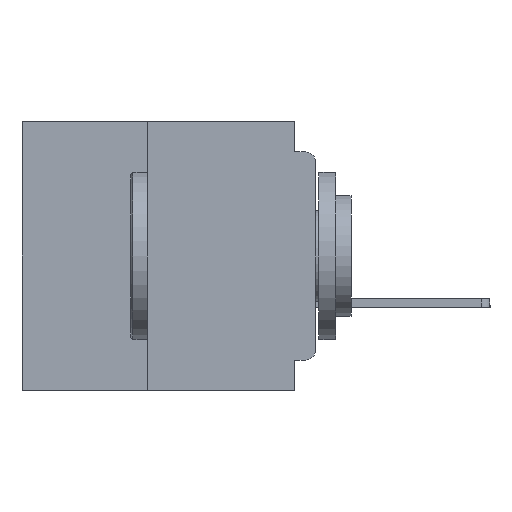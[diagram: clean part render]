
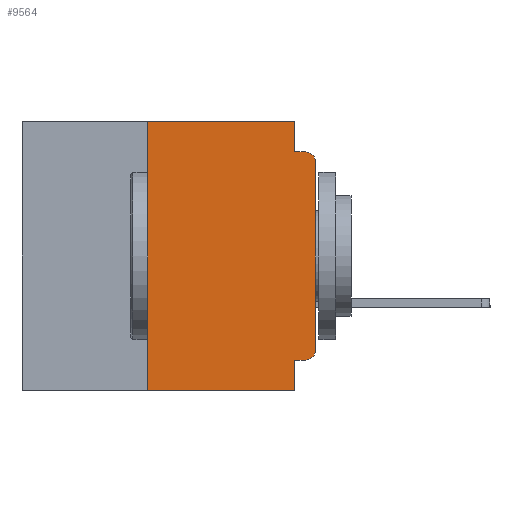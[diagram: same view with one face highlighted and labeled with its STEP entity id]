
A CAD part, left-side view. The second image highlights one B-rep face of the part: STEP entity #9564.
In plain terms, the highlighted planar face has unit normal (-1, 0, 0).
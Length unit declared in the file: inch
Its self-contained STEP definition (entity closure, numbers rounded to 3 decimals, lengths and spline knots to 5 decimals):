
#942 = EDGE_CURVE ( 'NONE', #16162, #15478, #25966, .T. ) ;
#1390 = VERTEX_POINT ( 'NONE', #31495 ) ;
#2492 = DIRECTION ( 'NONE',  ( 0., 1., 0. ) ) ;
#2626 = CIRCLE ( 'NONE', #25166, 0.015 ) ;
#3116 = DIRECTION ( 'NONE',  ( 0., -1., 0. ) ) ;
#3224 = ORIENTED_EDGE ( 'NONE', *, *, #18973, .F. ) ;
#3242 = ORIENTED_EDGE ( 'NONE', *, *, #36986, .F. ) ;
#3264 = AXIS2_PLACEMENT_3D ( 'NONE', #6060, #12284, #34003 ) ;
#3635 = CARTESIAN_POINT ( 'NONE',  ( 0., 0.031, -0.4 ) ) ;
#3673 = EDGE_CURVE ( 'NONE', #18075, #1390, #35904, .T. ) ;
#3751 = CARTESIAN_POINT ( 'NONE',  ( 0., 0.031, 0. ) ) ;
#4407 = CARTESIAN_POINT ( 'NONE',  ( 0., 0.031, 0. ) ) ;
#4441 = EDGE_CURVE ( 'NONE', #7827, #18075, #6714, .T. ) ;
#4676 = AXIS2_PLACEMENT_3D ( 'NONE', #15898, #37548, #19038 ) ;
#5250 = CARTESIAN_POINT ( 'NONE',  ( 0., 0.015, -0.355 ) ) ;
#5953 = DIRECTION ( 'NONE',  ( -1., 0., 0. ) ) ;
#6060 = CARTESIAN_POINT ( 'NONE',  ( 0., 0.437, 0. ) ) ;
#6714 = CIRCLE ( 'NONE', #4676, 0.015 ) ;
#6817 = VERTEX_POINT ( 'NONE', #39929 ) ;
#7488 = CARTESIAN_POINT ( 'NONE',  ( 0., 0.031, -0.045 ) ) ;
#7827 = VERTEX_POINT ( 'NONE', #5250 ) ;
#7878 = CARTESIAN_POINT ( 'NONE',  ( 0., 0.25, -0.4 ) ) ;
#8095 = LINE ( 'NONE', #11892, #14380 ) ;
#8653 = LINE ( 'NONE', #7878, #32495 ) ;
#9162 = PLANE ( 'NONE',  #3264 ) ;
#9438 = ORIENTED_EDGE ( 'NONE', *, *, #18621, .T. ) ;
#9564 = ADVANCED_FACE ( 'NONE', ( #31298 ), #9162, .F. ) ;
#10105 = ORIENTED_EDGE ( 'NONE', *, *, #17441, .F. ) ;
#11027 = EDGE_CURVE ( 'NONE', #37590, #16654, #29982, .T. ) ;
#11892 = CARTESIAN_POINT ( 'NONE',  ( 0., 0., -0.355 ) ) ;
#12284 = DIRECTION ( 'NONE',  ( 1., 0., 0. ) ) ;
#13732 = ORIENTED_EDGE ( 'NONE', *, *, #28537, .F. ) ;
#13884 = VECTOR ( 'NONE', #3116, 39.37008 ) ;
#14380 = VECTOR ( 'NONE', #2492, 39.37008 ) ;
#15330 = CARTESIAN_POINT ( 'NONE',  ( 0., 0.437, -0.4 ) ) ;
#15478 = VERTEX_POINT ( 'NONE', #16614 ) ;
#15898 = CARTESIAN_POINT ( 'NONE',  ( 0., 0.015, -0.34 ) ) ;
#16162 = VERTEX_POINT ( 'NONE', #7488 ) ;
#16385 = DIRECTION ( 'NONE',  ( 0., -1., 0. ) ) ;
#16614 = CARTESIAN_POINT ( 'NONE',  ( 0., 0.015, -0.045 ) ) ;
#16654 = VERTEX_POINT ( 'NONE', #3751 ) ;
#17018 = ORIENTED_EDGE ( 'NONE', *, *, #11027, .F. ) ;
#17130 = VERTEX_POINT ( 'NONE', #38135 ) ;
#17441 = EDGE_CURVE ( 'NONE', #7827, #6817, #8095, .T. ) ;
#17649 = VECTOR ( 'NONE', #16385, 39.37008 ) ;
#18075 = VERTEX_POINT ( 'NONE', #36613 ) ;
#18621 = EDGE_CURVE ( 'NONE', #1390, #15478, #2626, .T. ) ;
#18973 = EDGE_CURVE ( 'NONE', #16654, #16162, #28435, .T. ) ;
#19038 = DIRECTION ( 'NONE',  ( 0., 0., -1. ) ) ;
#19199 = CARTESIAN_POINT ( 'NONE',  ( 0., 0.031, -0.4 ) ) ;
#19978 = VECTOR ( 'NONE', #22304, 39.37008 ) ;
#20144 = EDGE_LOOP ( 'NONE', ( #36853, #9438, #25483, #3224, #17018, #13732, #26706, #3242, #10105, #32482 ) ) ;
#20994 = LINE ( 'NONE', #3635, #19978 ) ;
#21356 = CARTESIAN_POINT ( 'NONE',  ( 0., 0., -0.045 ) ) ;
#21666 = VECTOR ( 'NONE', #22804, 39.37008 ) ;
#22304 = DIRECTION ( 'NONE',  ( 0., 0., -1. ) ) ;
#22804 = DIRECTION ( 'NONE',  ( 0., -1., 0. ) ) ;
#23084 = DIRECTION ( 'NONE',  ( 0., 0., -1. ) ) ;
#24179 = LINE ( 'NONE', #15330, #13884 ) ;
#24621 = CARTESIAN_POINT ( 'NONE',  ( 0., 0.015, -0.06 ) ) ;
#24736 = DIRECTION ( 'NONE',  ( 0., 0., 1. ) ) ;
#25166 = AXIS2_PLACEMENT_3D ( 'NONE', #24621, #5953, #27756 ) ;
#25483 = ORIENTED_EDGE ( 'NONE', *, *, #942, .F. ) ;
#25966 = LINE ( 'NONE', #21356, #17649 ) ;
#26524 = DIRECTION ( 'NONE',  ( 0., 0., 1. ) ) ;
#26706 = ORIENTED_EDGE ( 'NONE', *, *, #28225, .T. ) ;
#26757 = VECTOR ( 'NONE', #24736, 39.37008 ) ;
#27756 = DIRECTION ( 'NONE',  ( 0., 0., -1. ) ) ;
#28225 = EDGE_CURVE ( 'NONE', #17130, #28757, #24179, .T. ) ;
#28435 = LINE ( 'NONE', #4407, #29428 ) ;
#28537 = EDGE_CURVE ( 'NONE', #17130, #37590, #8653, .T. ) ;
#28757 = VERTEX_POINT ( 'NONE', #19199 ) ;
#29428 = VECTOR ( 'NONE', #23084, 39.37008 ) ;
#29982 = LINE ( 'NONE', #32054, #21666 ) ;
#31298 = FACE_OUTER_BOUND ( 'NONE', #20144, .T. ) ;
#31495 = CARTESIAN_POINT ( 'NONE',  ( 0., 0., -0.06 ) ) ;
#32054 = CARTESIAN_POINT ( 'NONE',  ( 0., 0.437, 0. ) ) ;
#32482 = ORIENTED_EDGE ( 'NONE', *, *, #4441, .T. ) ;
#32495 = VECTOR ( 'NONE', #26524, 39.37008 ) ;
#34003 = DIRECTION ( 'NONE',  ( 0., 0., -1. ) ) ;
#35904 = LINE ( 'NONE', #39991, #26757 ) ;
#36044 = CARTESIAN_POINT ( 'NONE',  ( 0., 0.25, 0. ) ) ;
#36613 = CARTESIAN_POINT ( 'NONE',  ( 0., 0., -0.34 ) ) ;
#36853 = ORIENTED_EDGE ( 'NONE', *, *, #3673, .T. ) ;
#36986 = EDGE_CURVE ( 'NONE', #6817, #28757, #20994, .T. ) ;
#37548 = DIRECTION ( 'NONE',  ( -1., 0., 0. ) ) ;
#37590 = VERTEX_POINT ( 'NONE', #36044 ) ;
#38135 = CARTESIAN_POINT ( 'NONE',  ( 0., 0.25, -0.4 ) ) ;
#39929 = CARTESIAN_POINT ( 'NONE',  ( 0., 0.031, -0.355 ) ) ;
#39991 = CARTESIAN_POINT ( 'NONE',  ( 0., 0., 0. ) ) ;
